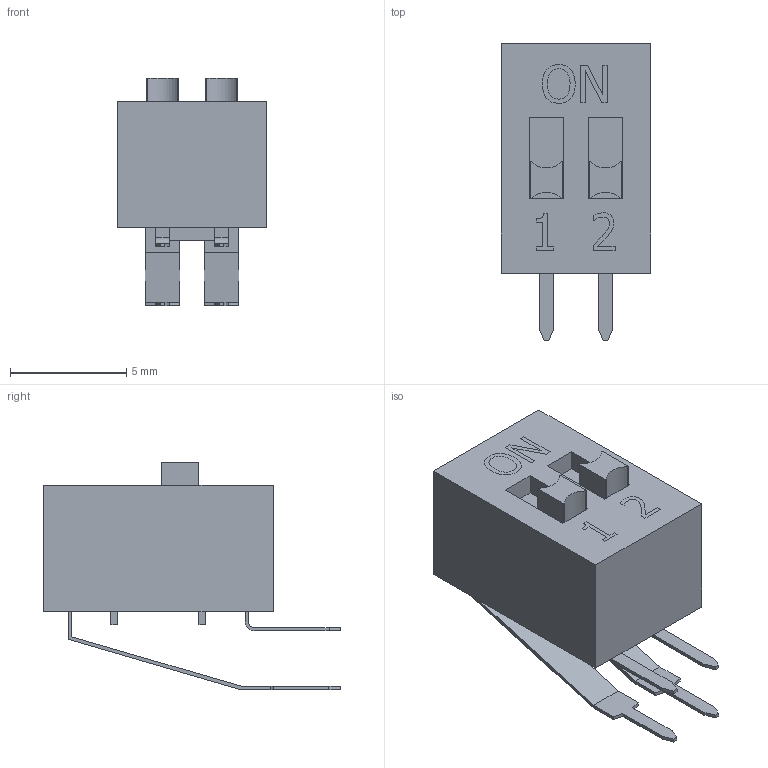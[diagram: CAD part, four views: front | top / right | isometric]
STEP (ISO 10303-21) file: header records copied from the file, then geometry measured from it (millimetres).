
FILE_DESCRIPTION((' '),'2;1');
FILE_NAME('KAS2102E.stp','2017-07-20T14:26:18',(' '),(' '),' ','ACIS',' ');
FILE_SCHEMA(('CONFIG_CONTROL_DESIGN'));
Length unit declared in the file: inch
Products named in the file (1): KAS2102E.stp
Bounding box: 6.44 x 12.8 x 9.81 mm (x, y, z)
Volume: 329.2 mm3; surface area: 473.9 mm2
Topology: 1 solids, 5 shells, 138 faces, 387 edges, 275 vertices
Faces by surface type: plane 130, cylinder 8
Entity records: 4561 total; most frequent: CARTESIAN_POINT 876, ORIENTED_EDGE 774, DIRECTION 656, EDGE_CURVE 387, VECTOR 346, LINE 346, VERTEX_POINT 275, AXIS2_PLACEMENT_3D 155
